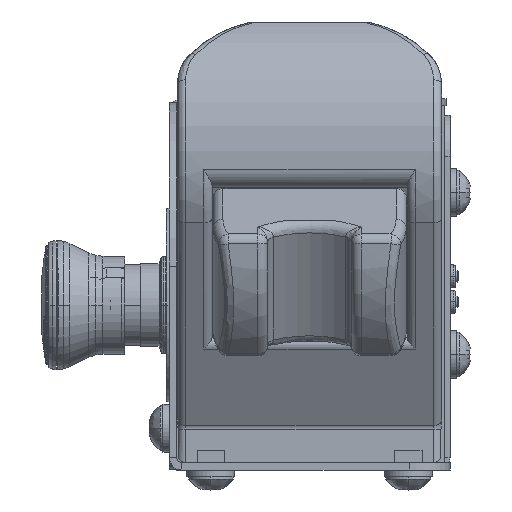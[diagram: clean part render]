
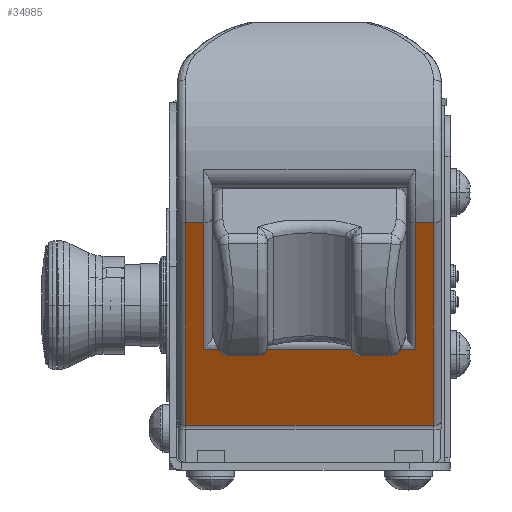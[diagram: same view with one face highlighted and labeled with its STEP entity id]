
A CAD part, left-side view. The second image highlights one B-rep face of the part: STEP entity #34985.
In plain terms, the highlighted planar face has unit normal (-0.866, 0, -0.5).
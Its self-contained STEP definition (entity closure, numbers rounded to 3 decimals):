
#7405=DIRECTION('',(0.5,0.,-0.866));
#7406=VECTOR('',#7405,72.459);
#7407=CARTESIAN_POINT('',(-192.57,81.95,76.627));
#7408=LINE('',#7407,#7406);
#7409=DIRECTION('',(0.,-1.,0.));
#7410=VECTOR('',#7409,5.635);
#7411=CARTESIAN_POINT('',(-192.57,81.95,76.627));
#7412=LINE('',#7411,#7410);
#7413=DIRECTION('',(-0.5,0.,0.866));
#7414=VECTOR('',#7413,45.18);
#7415=CARTESIAN_POINT('',(-169.98,76.315,37.5));
#7416=LINE('',#7415,#7414);
#7417=DIRECTION('',(0.,1.,0.));
#7418=VECTOR('',#7417,65.53);
#7419=CARTESIAN_POINT('',(-169.98,10.785,37.5));
#7420=LINE('',#7419,#7418);
#7421=DIRECTION('',(0.5,0.,-0.866));
#7422=VECTOR('',#7421,45.18);
#7423=CARTESIAN_POINT('',(-192.57,10.785,76.627));
#7424=LINE('',#7423,#7422);
#7425=DIRECTION('',(0.,-1.,0.));
#7426=VECTOR('',#7425,5.635);
#7427=CARTESIAN_POINT('',(-192.57,10.785,76.627));
#7428=LINE('',#7427,#7426);
#7429=DIRECTION('',(0.5,0.,-0.866));
#7430=VECTOR('',#7429,72.459);
#7431=CARTESIAN_POINT('',(-192.57,5.15,76.627));
#7432=LINE('',#7431,#7430);
#8736=DIRECTION('',(0.,-1.,0.));
#8737=VECTOR('',#8736,76.8);
#8738=CARTESIAN_POINT('',(-156.34,81.95,13.875));
#8739=LINE('',#8738,#8737);
#24269=CARTESIAN_POINT('',(-192.57,76.315,76.627));
#24271=VERTEX_POINT('',#24269);
#24273=CARTESIAN_POINT('',(-169.98,76.315,37.5));
#24274=VERTEX_POINT('',#24273);
#24279=CARTESIAN_POINT('',(-169.98,10.785,37.5));
#24280=VERTEX_POINT('',#24279);
#24282=CARTESIAN_POINT('',(-192.57,10.785,76.627));
#24284=VERTEX_POINT('',#24282);
#24409=CARTESIAN_POINT('',(-192.57,81.95,76.627));
#24410=VERTEX_POINT('',#24409);
#24413=CARTESIAN_POINT('',(-156.34,81.95,13.875));
#24414=VERTEX_POINT('',#24413);
#24425=CARTESIAN_POINT('',(-192.57,5.15,76.627));
#24426=VERTEX_POINT('',#24425);
#24427=CARTESIAN_POINT('',(-156.34,5.15,13.875));
#24428=VERTEX_POINT('',#24427);
#34966=CARTESIAN_POINT('',(-192.57,84.45,76.627));
#34967=DIRECTION('',(-0.866,0.,-0.5));
#34968=DIRECTION('',(0.5,0.,-0.866));
#34969=AXIS2_PLACEMENT_3D('',#34966,#34967,#34968);
#34970=PLANE('',#34969);
#34971=ORIENTED_EDGE('',*,*,#31746,.F.);
#34972=ORIENTED_EDGE('',*,*,#33584,.T.);
#34974=ORIENTED_EDGE('',*,*,#34973,.F.);
#34976=ORIENTED_EDGE('',*,*,#34975,.F.);
#34978=ORIENTED_EDGE('',*,*,#34977,.F.);
#34979=ORIENTED_EDGE('',*,*,#33576,.T.);
#34980=ORIENTED_EDGE('',*,*,#31633,.T.);
#34982=ORIENTED_EDGE('',*,*,#34981,.F.);
#34983=EDGE_LOOP('',(#34971,#34972,#34974,#34976,#34978,#34979,#34980,#34982));
#34984=FACE_OUTER_BOUND('',#34983,.F.);
#34985=ADVANCED_FACE('',(#34984),#34970,.T.);
#31633=EDGE_CURVE('',#24426,#24428,#7432,.T.);
#31746=EDGE_CURVE('',#24410,#24414,#7408,.T.);
#33576=EDGE_CURVE('',#24284,#24426,#7428,.T.);
#33584=EDGE_CURVE('',#24410,#24271,#7412,.T.);
#34973=EDGE_CURVE('',#24274,#24271,#7416,.T.);
#34975=EDGE_CURVE('',#24280,#24274,#7420,.T.);
#34977=EDGE_CURVE('',#24284,#24280,#7424,.T.);
#34981=EDGE_CURVE('',#24414,#24428,#8739,.T.);
